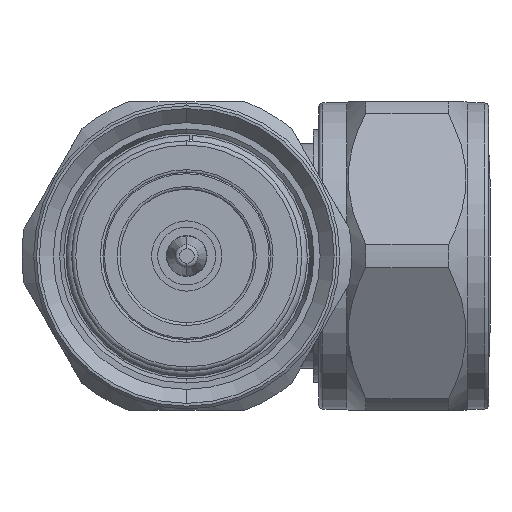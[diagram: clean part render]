
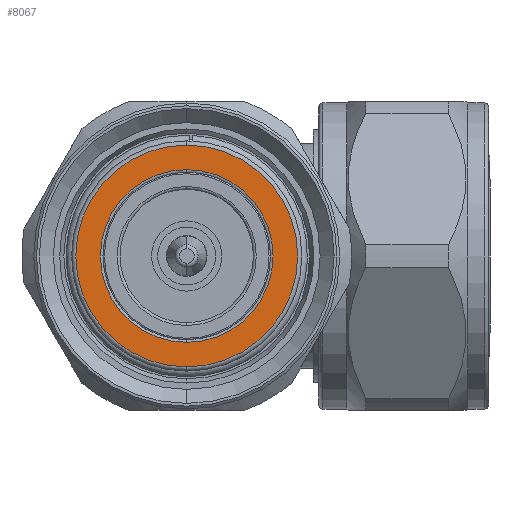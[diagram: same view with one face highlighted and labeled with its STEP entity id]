
A CAD part, left-side view. The second image highlights one B-rep face of the part: STEP entity #8067.
In plain terms, the highlighted planar face has unit normal (-1, 0, 0).
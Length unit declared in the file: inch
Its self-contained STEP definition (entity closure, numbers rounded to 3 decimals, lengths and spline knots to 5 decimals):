
#127 = EDGE_LOOP ( 'NONE', ( #2463, #6599 ) ) ;
#223 = AXIS2_PLACEMENT_3D ( 'NONE', #7215, #2922, #10912 ) ;
#462 = AXIS2_PLACEMENT_3D ( 'NONE', #10785, #1949, #10966 ) ;
#967 = ORIENTED_EDGE ( 'NONE', *, *, #1934, .T. ) ;
#1050 = FACE_OUTER_BOUND ( 'NONE', #8374, .T. ) ;
#1355 = DIRECTION ( 'NONE',  ( 1., 0., 0. ) ) ;
#1592 = CARTESIAN_POINT ( 'NONE',  ( 0.20472, 0., -0.24213 ) ) ;
#1732 = CIRCLE ( 'NONE', #9559, 0.31102 ) ;
#1890 = VERTEX_POINT ( 'NONE', #3245 ) ;
#1934 = EDGE_CURVE ( 'NONE', #3615, #8271, #9153, .T. ) ;
#1949 = DIRECTION ( 'NONE',  ( -1., 0., 0. ) ) ;
#2086 = CARTESIAN_POINT ( 'NONE',  ( 0.20472, 0.24213, 0. ) ) ;
#2463 = ORIENTED_EDGE ( 'NONE', *, *, #5405, .F. ) ;
#2899 = AXIS2_PLACEMENT_3D ( 'NONE', #2086, #1355, #9230 ) ;
#2922 = DIRECTION ( 'NONE',  ( -1., 0., 0. ) ) ;
#3039 = EDGE_CURVE ( 'NONE', #8271, #3615, #1732, .T. ) ;
#3245 = CARTESIAN_POINT ( 'NONE',  ( 0.20472, 0., 0.24213 ) ) ;
#3437 = DIRECTION ( 'NONE',  ( -1., 0., 0. ) ) ;
#3516 = DIRECTION ( 'NONE',  ( 0., 0., 1. ) ) ;
#3615 = VERTEX_POINT ( 'NONE', #6190 ) ;
#4091 = FACE_BOUND ( 'NONE', #127, .T. ) ;
#4216 = VERTEX_POINT ( 'NONE', #1592 ) ;
#4441 = DIRECTION ( 'NONE',  ( -1., 0., 0. ) ) ;
#5405 = EDGE_CURVE ( 'NONE', #1890, #4216, #9322, .T. ) ;
#6190 = CARTESIAN_POINT ( 'NONE',  ( 0.20472, 0., -0.31102 ) ) ;
#6599 = ORIENTED_EDGE ( 'NONE', *, *, #7995, .F. ) ;
#6754 = CARTESIAN_POINT ( 'NONE',  ( 0.20472, 0., 0.31102 ) ) ;
#7215 = CARTESIAN_POINT ( 'NONE',  ( 0.20472, 0., 0. ) ) ;
#7294 = AXIS2_PLACEMENT_3D ( 'NONE', #9184, #3437, #10341 ) ;
#7995 = EDGE_CURVE ( 'NONE', #4216, #1890, #10335, .T. ) ;
#8067 = ADVANCED_FACE ( 'NONE', ( #1050, #4091 ), #10208, .F. ) ;
#8271 = VERTEX_POINT ( 'NONE', #6754 ) ;
#8374 = EDGE_LOOP ( 'NONE', ( #9614, #967 ) ) ;
#9153 = CIRCLE ( 'NONE', #7294, 0.31102 ) ;
#9184 = CARTESIAN_POINT ( 'NONE',  ( 0.20472, 0., 0. ) ) ;
#9230 = DIRECTION ( 'NONE',  ( 0., 1., 0. ) ) ;
#9322 = CIRCLE ( 'NONE', #462, 0.24213 ) ;
#9559 = AXIS2_PLACEMENT_3D ( 'NONE', #12349, #4441, #3516 ) ;
#9614 = ORIENTED_EDGE ( 'NONE', *, *, #3039, .T. ) ;
#10208 = PLANE ( 'NONE',  #2899 ) ;
#10335 = CIRCLE ( 'NONE', #223, 0.24213 ) ;
#10341 = DIRECTION ( 'NONE',  ( 0., 0., 1. ) ) ;
#10785 = CARTESIAN_POINT ( 'NONE',  ( 0.20472, 0., 0. ) ) ;
#10912 = DIRECTION ( 'NONE',  ( 0., 0., 1. ) ) ;
#10966 = DIRECTION ( 'NONE',  ( 0., 0., 1. ) ) ;
#12349 = CARTESIAN_POINT ( 'NONE',  ( 0.20472, 0., 0. ) ) ;
